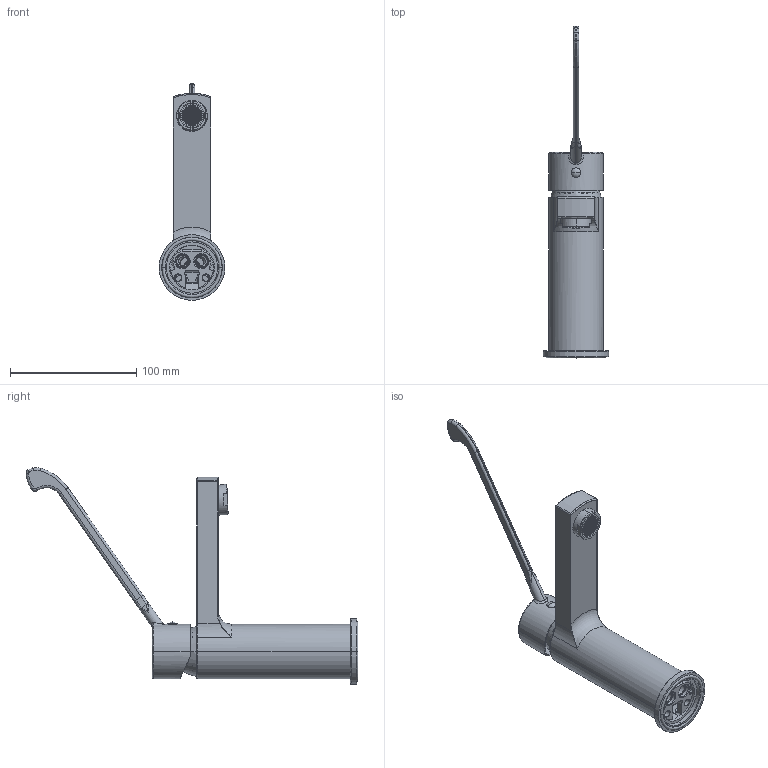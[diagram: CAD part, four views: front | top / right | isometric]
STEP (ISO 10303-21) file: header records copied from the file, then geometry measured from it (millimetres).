
FILE_DESCRIPTION((''),'2;1');
FILE_NAME('RIN301CR','2021-09-16T15:36:12',('ut3'),('PAFFONI SpA'),'CREO PARAMETRIC BY PTC INC, 2020044','CREO PARAMETRIC BY PTC INC, 2020044','');
FILE_SCHEMA(('CONFIG_CONTROL_DESIGN','SHAPE_APPEARANCE_LAYERS_GROUPS'));
Products named in the file (1): RIN301CR
Bounding box: 52 x 262.45 x 171.51 mm (x, y, z)
Volume: 162984.4 mm3; surface area: 105405.6 mm2
Topology: 2 solids, 2 shells, 3389 faces, 9744 edges, 6316 vertices
Faces by surface type: plane 2378, cylinder 542, cone 167, bspline 129, torus 125, sphere 44, extrusion 4
Entity records: 155606 total; most frequent: CARTESIAN_POINT 33332, ORIENTED_EDGE 19464, DIRECTION 18472, EDGE_CURVE 9732, VERTEX_POINT 6316, VECTOR 6288, LINE 6284, AXIS2_PLACEMENT_3D 6092
